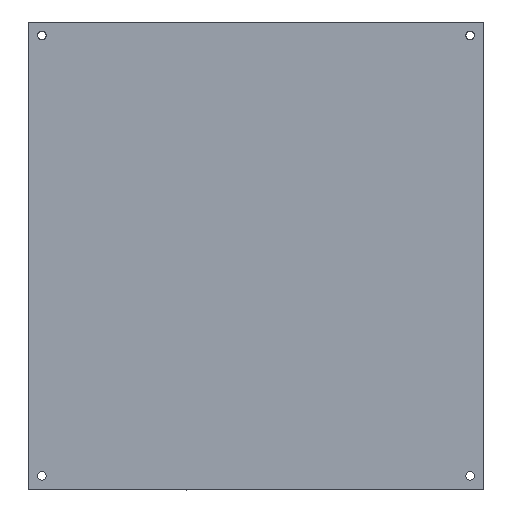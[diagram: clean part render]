
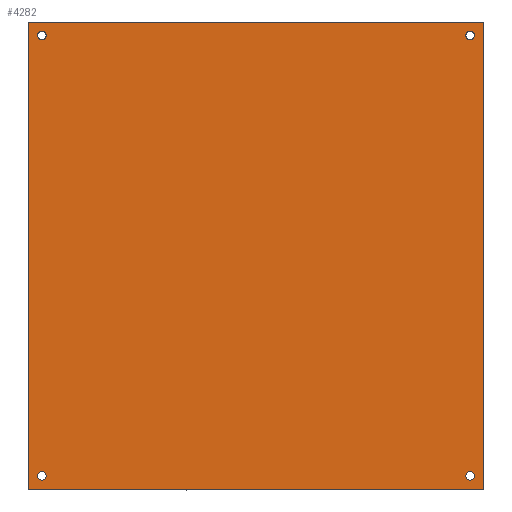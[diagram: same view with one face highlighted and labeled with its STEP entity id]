
A CAD part, top view. The second image highlights one B-rep face of the part: STEP entity #4282.
In plain terms, the highlighted planar face has unit normal (0, 0, 1).
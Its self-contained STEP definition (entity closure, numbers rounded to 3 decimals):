
#405=FACE_BOUND('',#675,.T.);
#406=FACE_BOUND('',#676,.T.);
#407=FACE_BOUND('',#677,.T.);
#408=FACE_BOUND('',#678,.T.);
#437=FACE_OUTER_BOUND('',#674,.T.);
#674=EDGE_LOOP('',(#2873,#2874,#2875,#2876));
#675=EDGE_LOOP('',(#2877));
#676=EDGE_LOOP('',(#2878));
#677=EDGE_LOOP('',(#2879));
#678=EDGE_LOOP('',(#2880));
#926=CIRCLE('',#4536,1.75);
#927=CIRCLE('',#4537,1.75);
#928=CIRCLE('',#4538,1.75);
#929=CIRCLE('',#4539,1.75);
#943=LINE('',#5302,#1340);
#956=LINE('',#5328,#1353);
#957=LINE('',#5330,#1354);
#958=LINE('',#5331,#1355);
#1340=VECTOR('',#4664,10.);
#1353=VECTOR('',#4687,10.);
#1354=VECTOR('',#4688,10.);
#1355=VECTOR('',#4689,10.);
#1737=VERTEX_POINT('',#5299);
#1738=VERTEX_POINT('',#5301);
#1746=VERTEX_POINT('',#5327);
#1747=VERTEX_POINT('',#5329);
#1748=VERTEX_POINT('',#5332);
#1749=VERTEX_POINT('',#5334);
#1750=VERTEX_POINT('',#5336);
#1751=VERTEX_POINT('',#5338);
#2183=EDGE_CURVE('',#1738,#1737,#943,.T.);
#2196=EDGE_CURVE('',#1737,#1746,#956,.T.);
#2197=EDGE_CURVE('',#1747,#1746,#957,.T.);
#2198=EDGE_CURVE('',#1738,#1747,#958,.T.);
#2199=EDGE_CURVE('',#1748,#1748,#926,.T.);
#2200=EDGE_CURVE('',#1749,#1749,#927,.T.);
#2201=EDGE_CURVE('',#1750,#1750,#928,.T.);
#2202=EDGE_CURVE('',#1751,#1751,#929,.T.);
#2873=ORIENTED_EDGE('',*,*,#2196,.T.);
#2874=ORIENTED_EDGE('',*,*,#2197,.F.);
#2875=ORIENTED_EDGE('',*,*,#2198,.F.);
#2876=ORIENTED_EDGE('',*,*,#2183,.T.);
#2877=ORIENTED_EDGE('',*,*,#2199,.T.);
#2878=ORIENTED_EDGE('',*,*,#2200,.T.);
#2879=ORIENTED_EDGE('',*,*,#2201,.T.);
#2880=ORIENTED_EDGE('',*,*,#2202,.T.);
#4179=PLANE('',#4535);
#4282=ADVANCED_FACE('',(#437,#405,#406,#407,#408),#4179,.T.);
#4535=AXIS2_PLACEMENT_3D('',#5326,#4685,#4686);
#4536=AXIS2_PLACEMENT_3D('',#5333,#4690,#4691);
#4537=AXIS2_PLACEMENT_3D('',#5335,#4692,#4693);
#4538=AXIS2_PLACEMENT_3D('',#5337,#4694,#4695);
#4539=AXIS2_PLACEMENT_3D('',#5339,#4696,#4697);
#4664=DIRECTION('',(-1.,0.,0.));
#4685=DIRECTION('center_axis',(0.,0.,1.));
#4686=DIRECTION('ref_axis',(1.,0.,0.));
#4687=DIRECTION('',(0.,-1.,0.));
#4688=DIRECTION('',(-1.,0.,0.));
#4689=DIRECTION('',(0.,-1.,0.));
#4690=DIRECTION('center_axis',(0.,0.,-1.));
#4691=DIRECTION('ref_axis',(-1.,0.,0.));
#4692=DIRECTION('center_axis',(0.,0.,-1.));
#4693=DIRECTION('ref_axis',(-1.,0.,0.));
#4694=DIRECTION('center_axis',(0.,0.,-1.));
#4695=DIRECTION('ref_axis',(-1.,0.,0.));
#4696=DIRECTION('center_axis',(0.,0.,-1.));
#4697=DIRECTION('ref_axis',(-1.,0.,0.));
#5299=CARTESIAN_POINT('',(-18.,187.5,51.5));
#5301=CARTESIAN_POINT('',(168.,187.5,51.5));
#5302=CARTESIAN_POINT('',(161.,187.5,51.5));
#5326=CARTESIAN_POINT('Origin',(18.5,34.,51.5));
#5327=CARTESIAN_POINT('',(-18.,-3.5,51.5));
#5328=CARTESIAN_POINT('',(-18.,152.,51.5));
#5329=CARTESIAN_POINT('',(168.,-3.5,51.5));
#5330=CARTESIAN_POINT('',(166.,-3.5,51.5));
#5331=CARTESIAN_POINT('',(168.,24.,51.5));
#5332=CARTESIAN_POINT('',(-10.75,2.,51.5));
#5333=CARTESIAN_POINT('Origin',(-12.5,2.,51.5));
#5334=CARTESIAN_POINT('',(164.25,2.,51.5));
#5335=CARTESIAN_POINT('Origin',(162.5,2.,51.5));
#5336=CARTESIAN_POINT('',(-10.75,182.,51.5));
#5337=CARTESIAN_POINT('Origin',(-12.5,182.,51.5));
#5338=CARTESIAN_POINT('',(164.25,182.,51.5));
#5339=CARTESIAN_POINT('Origin',(162.5,182.,51.5));
